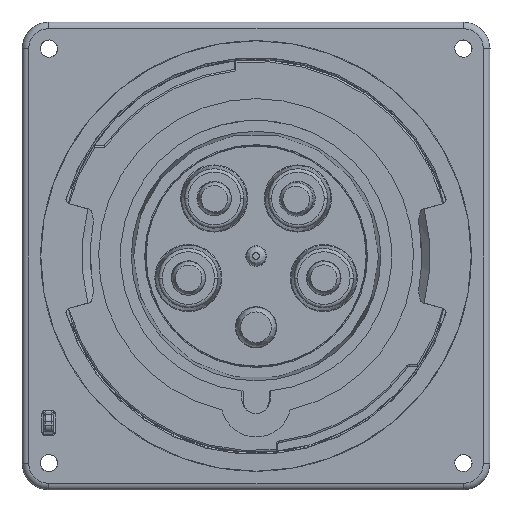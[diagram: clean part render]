
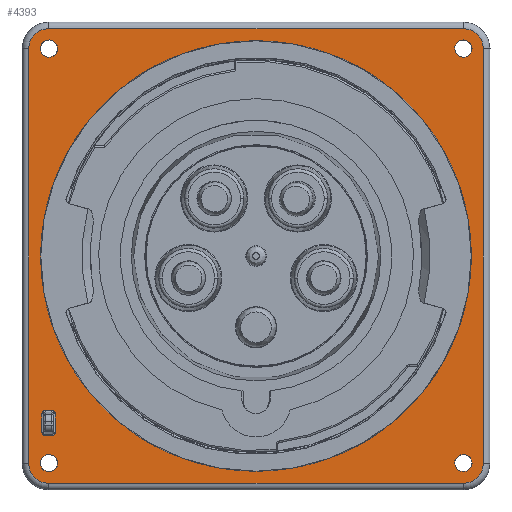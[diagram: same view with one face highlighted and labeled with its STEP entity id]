
A CAD part, front view. The second image highlights one B-rep face of the part: STEP entity #4393.
In plain terms, the highlighted planar face has unit normal (0, -1, 0).
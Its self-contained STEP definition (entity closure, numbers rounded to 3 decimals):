
#967=FACE_BOUND('',#9213,.T.);
#968=FACE_BOUND('',#9214,.T.);
#969=FACE_BOUND('',#9215,.T.);
#970=FACE_BOUND('',#9216,.T.);
#971=FACE_BOUND('',#9217,.T.);
#972=FACE_BOUND('',#9218,.T.);
#973=FACE_BOUND('',#9219,.T.);
#2527=PLANE('',#39040);
#4393=ADVANCED_FACE('',(#967,#968,#969,#970,#971,#972,#973),#2527,.T.);
#9213=EDGE_LOOP('',(#22636));
#9214=EDGE_LOOP('',(#22637));
#9215=EDGE_LOOP('',(#22638));
#9216=EDGE_LOOP('',(#22639));
#9217=EDGE_LOOP('',(#22640,#22641,#22642,#22643,#22644,#22645,#22646,#22647));
#9218=EDGE_LOOP('',(#22648));
#9219=EDGE_LOOP('',(#22649,#22650,#22651,#22652,#22653,#22654,#22655,#22656));
#11519=ELLIPSE('',#39036,1.015,1.);
#11520=ELLIPSE('',#39037,1.015,1.);
#11521=ELLIPSE('',#39038,1.015,1.);
#11522=ELLIPSE('',#39039,1.015,1.);
#12641=LINE('',#68585,#15118);
#12642=LINE('',#68593,#15119);
#12643=LINE('',#68601,#15120);
#12644=LINE('',#68609,#15121);
#13045=LINE('',#70337,#15522);
#13046=LINE('',#70341,#15523);
#13047=LINE('',#70345,#15524);
#13048=LINE('',#70349,#15525);
#15118=VECTOR('',#44980,1.);
#15119=VECTOR('',#44991,1.);
#15120=VECTOR('',#45002,1.);
#15121=VECTOR('',#45013,1.);
#15522=VECTOR('',#46312,1.);
#15523=VECTOR('',#46315,1.);
#15524=VECTOR('',#46318,1.);
#15525=VECTOR('',#46321,1.);
#22636=ORIENTED_EDGE('',*,*,#33271,.T.);
#22637=ORIENTED_EDGE('',*,*,#33272,.T.);
#22638=ORIENTED_EDGE('',*,*,#33273,.T.);
#22639=ORIENTED_EDGE('',*,*,#33274,.T.);
#22640=ORIENTED_EDGE('',*,*,#32701,.T.);
#22641=ORIENTED_EDGE('',*,*,#32715,.F.);
#22642=ORIENTED_EDGE('',*,*,#32713,.T.);
#22643=ORIENTED_EDGE('',*,*,#32711,.F.);
#22644=ORIENTED_EDGE('',*,*,#32709,.T.);
#22645=ORIENTED_EDGE('',*,*,#32707,.F.);
#22646=ORIENTED_EDGE('',*,*,#32705,.T.);
#22647=ORIENTED_EDGE('',*,*,#32703,.F.);
#22648=ORIENTED_EDGE('',*,*,#32730,.T.);
#22649=ORIENTED_EDGE('',*,*,#33275,.F.);
#22650=ORIENTED_EDGE('',*,*,#33276,.F.);
#22651=ORIENTED_EDGE('',*,*,#33277,.T.);
#22652=ORIENTED_EDGE('',*,*,#33278,.F.);
#22653=ORIENTED_EDGE('',*,*,#33279,.T.);
#22654=ORIENTED_EDGE('',*,*,#33280,.T.);
#22655=ORIENTED_EDGE('',*,*,#33281,.F.);
#22656=ORIENTED_EDGE('',*,*,#33282,.F.);
#28523=VERTEX_POINT('',#68584);
#28524=VERTEX_POINT('',#68586);
#28525=VERTEX_POINT('',#68590);
#28526=VERTEX_POINT('',#68594);
#28527=VERTEX_POINT('',#68598);
#28528=VERTEX_POINT('',#68602);
#28529=VERTEX_POINT('',#68606);
#28530=VERTEX_POINT('',#68610);
#28545=VERTEX_POINT('',#68654);
#28818=VERTEX_POINT('',#70327);
#28819=VERTEX_POINT('',#70329);
#28820=VERTEX_POINT('',#70331);
#28821=VERTEX_POINT('',#70333);
#28822=VERTEX_POINT('',#70335);
#28823=VERTEX_POINT('',#70336);
#28824=VERTEX_POINT('',#70338);
#28825=VERTEX_POINT('',#70340);
#28826=VERTEX_POINT('',#70342);
#28827=VERTEX_POINT('',#70344);
#28828=VERTEX_POINT('',#70346);
#28829=VERTEX_POINT('',#70348);
#32701=EDGE_CURVE('',#28524,#28523,#12641,.T.);
#32703=EDGE_CURVE('',#28524,#28525,#36204,.T.);
#32705=EDGE_CURVE('',#28526,#28525,#12642,.T.);
#32707=EDGE_CURVE('',#28526,#28527,#36207,.T.);
#32709=EDGE_CURVE('',#28528,#28527,#12643,.T.);
#32711=EDGE_CURVE('',#28528,#28529,#36210,.T.);
#32713=EDGE_CURVE('',#28530,#28529,#12644,.T.);
#32715=EDGE_CURVE('',#28530,#28523,#36213,.T.);
#32730=EDGE_CURVE('',#28545,#28545,#36228,.T.);
#33271=EDGE_CURVE('',#28818,#28818,#36329,.T.);
#33272=EDGE_CURVE('',#28819,#28819,#36330,.T.);
#33273=EDGE_CURVE('',#28820,#28820,#36331,.T.);
#33274=EDGE_CURVE('',#28821,#28821,#36332,.T.);
#33275=EDGE_CURVE('',#28822,#28823,#11519,.T.);
#33276=EDGE_CURVE('',#28824,#28822,#13045,.T.);
#33277=EDGE_CURVE('',#28824,#28825,#11520,.T.);
#33278=EDGE_CURVE('',#28826,#28825,#13046,.T.);
#33279=EDGE_CURVE('',#28826,#28827,#11521,.T.);
#33280=EDGE_CURVE('',#28827,#28828,#13047,.T.);
#33281=EDGE_CURVE('',#28829,#28828,#11522,.T.);
#33282=EDGE_CURVE('',#28823,#28829,#13048,.T.);
#36204=CIRCLE('',#38575,6.);
#36207=CIRCLE('',#38580,6.);
#36210=CIRCLE('',#38585,6.);
#36213=CIRCLE('',#38590,6.);
#36228=CIRCLE('',#38616,58.65);
#36329=CIRCLE('',#39032,2.582);
#36330=CIRCLE('',#39033,2.582);
#36331=CIRCLE('',#39034,2.582);
#36332=CIRCLE('',#39035,2.582);
#38575=AXIS2_PLACEMENT_3D('',#68589,#44985,#44986);
#38580=AXIS2_PLACEMENT_3D('',#68597,#44996,#44997);
#38585=AXIS2_PLACEMENT_3D('',#68605,#45007,#45008);
#38590=AXIS2_PLACEMENT_3D('',#68613,#45018,#45019);
#38616=AXIS2_PLACEMENT_3D('',#68653,#45070,#45071);
#39032=AXIS2_PLACEMENT_3D('',#70326,#46302,#46303);
#39033=AXIS2_PLACEMENT_3D('',#70328,#46304,#46305);
#39034=AXIS2_PLACEMENT_3D('',#70330,#46306,#46307);
#39035=AXIS2_PLACEMENT_3D('',#70332,#46308,#46309);
#39036=AXIS2_PLACEMENT_3D('',#70334,#46310,#46311);
#39037=AXIS2_PLACEMENT_3D('',#70339,#46313,#46314);
#39038=AXIS2_PLACEMENT_3D('',#70343,#46316,#46317);
#39039=AXIS2_PLACEMENT_3D('',#70347,#46319,#46320);
#39040=AXIS2_PLACEMENT_3D('',#70350,#46322,#46323);
#44980=DIRECTION('',(1.,0.,0.));
#44985=DIRECTION('',(0.,1.,0.));
#44986=DIRECTION('',(0.,0.,-1.));
#44991=DIRECTION('',(0.,0.,-1.));
#44996=DIRECTION('',(0.,1.,0.));
#44997=DIRECTION('',(0.,0.,-1.));
#45002=DIRECTION('',(-1.,0.,0.));
#45007=DIRECTION('',(0.,1.,0.));
#45008=DIRECTION('',(0.,0.,-1.));
#45013=DIRECTION('',(0.,0.,1.));
#45018=DIRECTION('',(0.,1.,0.));
#45019=DIRECTION('',(0.,0.,-1.));
#45070=DIRECTION('',(0.,1.,0.));
#45071=DIRECTION('',(0.,0.,-1.));
#46302=DIRECTION('',(0.,1.,0.));
#46303=DIRECTION('',(0.,0.,-1.));
#46304=DIRECTION('',(0.,1.,0.));
#46305=DIRECTION('',(0.,0.,-1.));
#46306=DIRECTION('',(0.,1.,0.));
#46307=DIRECTION('',(0.,0.,-1.));
#46308=DIRECTION('',(0.,1.,0.));
#46309=DIRECTION('',(0.,0.,-1.));
#46310=DIRECTION('',(0.,-1.,0.));
#46311=DIRECTION('',(-0.049,0.,0.999));
#46312=DIRECTION('',(1.,0.,0.));
#46313=DIRECTION('',(0.,1.,0.));
#46314=DIRECTION('',(0.049,0.,0.999));
#46315=DIRECTION('',(0.,0.,-1.));
#46316=DIRECTION('',(0.,1.,0.));
#46317=DIRECTION('',(-0.049,0.,0.999));
#46318=DIRECTION('',(1.,0.,0.));
#46319=DIRECTION('',(0.,-1.,0.));
#46320=DIRECTION('',(0.049,0.,0.999));
#46321=DIRECTION('',(0.,0.,1.));
#46322=DIRECTION('',(0.,-1.,0.));
#46323=DIRECTION('',(0.,0.,-1.));
#68584=CARTESIAN_POINT('',(61.828,-135.765,-67.828));
#68585=CARTESIAN_POINT('',(-61.872,-135.765,-67.828));
#68586=CARTESIAN_POINT('',(-61.872,-135.765,-67.828));
#68589=CARTESIAN_POINT('',(-61.872,-135.765,-61.828));
#68590=CARTESIAN_POINT('',(-67.872,-135.765,-61.828));
#68593=CARTESIAN_POINT('',(-67.872,-135.765,61.872));
#68594=CARTESIAN_POINT('',(-67.872,-135.765,61.872));
#68597=CARTESIAN_POINT('',(-61.872,-135.765,61.872));
#68598=CARTESIAN_POINT('',(-61.872,-135.765,67.872));
#68601=CARTESIAN_POINT('',(61.828,-135.765,67.872));
#68602=CARTESIAN_POINT('',(61.828,-135.765,67.872));
#68605=CARTESIAN_POINT('',(61.828,-135.765,61.872));
#68606=CARTESIAN_POINT('',(67.828,-135.765,61.872));
#68609=CARTESIAN_POINT('',(67.828,-135.765,-61.828));
#68610=CARTESIAN_POINT('',(67.828,-135.765,-61.828));
#68613=CARTESIAN_POINT('',(61.828,-135.765,-61.828));
#68653=CARTESIAN_POINT('',(-0.022,-135.765,0.022));
#68654=CARTESIAN_POINT('',(-0.022,-135.765,-58.628));
#70326=CARTESIAN_POINT('',(-61.822,-135.765,-61.778));
#70327=CARTESIAN_POINT('',(-61.822,-135.765,-64.36));
#70328=CARTESIAN_POINT('',(61.878,-135.765,-61.778));
#70329=CARTESIAN_POINT('',(61.878,-135.765,-64.36));
#70330=CARTESIAN_POINT('',(-61.822,-135.765,61.922));
#70331=CARTESIAN_POINT('',(-61.822,-135.765,59.34));
#70332=CARTESIAN_POINT('',(61.878,-135.765,61.922));
#70333=CARTESIAN_POINT('',(61.878,-135.765,59.34));
#70334=CARTESIAN_POINT('',(-60.932,-135.765,-52.643));
#70335=CARTESIAN_POINT('',(-60.931,-135.765,-53.659));
#70336=CARTESIAN_POINT('',(-59.932,-135.765,-52.645));
#70337=CARTESIAN_POINT('',(-67.882,-135.765,-53.659));
#70338=CARTESIAN_POINT('',(-62.914,-135.765,-53.659));
#70339=CARTESIAN_POINT('',(-62.912,-135.765,-52.643));
#70340=CARTESIAN_POINT('',(-63.912,-135.765,-52.645));
#70341=CARTESIAN_POINT('',(-63.912,-135.765,-47.11));
#70342=CARTESIAN_POINT('',(-63.912,-135.765,-47.11));
#70343=CARTESIAN_POINT('',(-62.912,-135.765,-47.112));
#70344=CARTESIAN_POINT('',(-62.914,-135.765,-46.096));
#70345=CARTESIAN_POINT('',(-60.921,-135.765,-46.096));
#70346=CARTESIAN_POINT('',(-60.931,-135.765,-46.096));
#70347=CARTESIAN_POINT('',(-60.932,-135.765,-47.112));
#70348=CARTESIAN_POINT('',(-59.932,-135.765,-47.11));
#70349=CARTESIAN_POINT('',(-59.932,-135.765,-52.645));
#70350=CARTESIAN_POINT('',(-67.882,-135.765,67.882));
